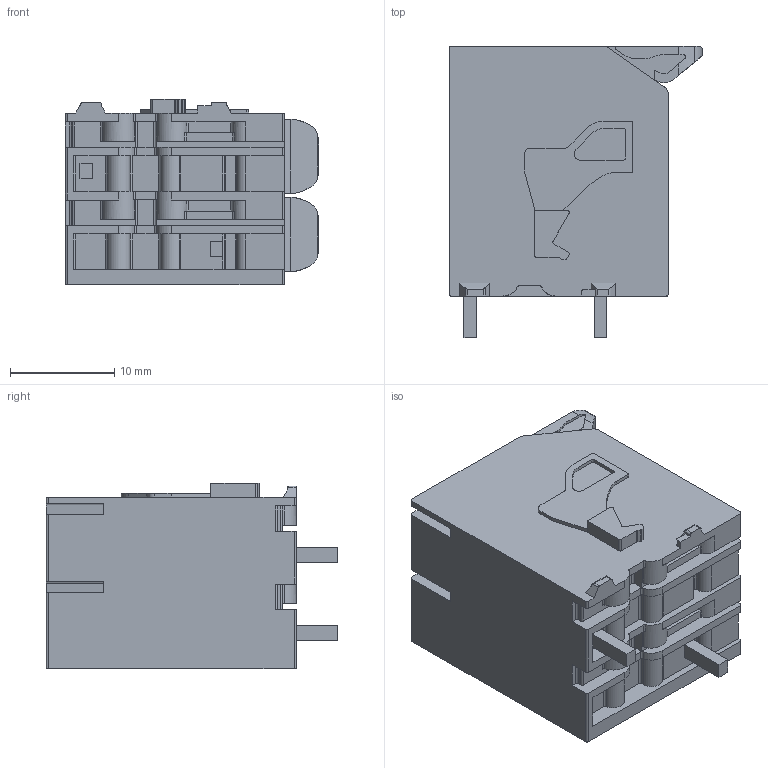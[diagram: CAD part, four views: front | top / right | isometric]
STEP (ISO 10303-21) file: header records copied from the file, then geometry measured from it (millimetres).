
FILE_DESCRIPTION( ( 'STEP AP214' ), '1' );
FILE_NAME( '2606-1102_020-000.stp', '2019-05-07T11:17:50', ( '' ), ( '' ), ' ', 'PARTsolutions', ' ' );
FILE_SCHEMA( ( 'AUTOMOTIVE_DESIGN { 1 0 10303 214 1 1 1 1 }' ) );
Length unit declared in the file: millimetre
Products named in the file (1): _2606-1102/020-000
Bounding box: 24.3 x 28 x 17.85 mm (x, y, z)
Volume: 7593.6 mm3; surface area: 3814.2 mm2
Topology: 1 solids, 1 shells, 469 faces, 1336 edges, 876 vertices
Faces by surface type: plane 279, cylinder 174, cone 16
Full cylindrical faces by diameter (mm): 2.2 x4
Entity records: 19187 total; most frequent: CARTESIAN_POINT 2984, ORIENTED_EDGE 2656, DIRECTION 2597, EDGE_CURVE 1328, LINE 891, VECTOR 891, VERTEX_POINT 872, AXIS2_PLACEMENT_3D 853
